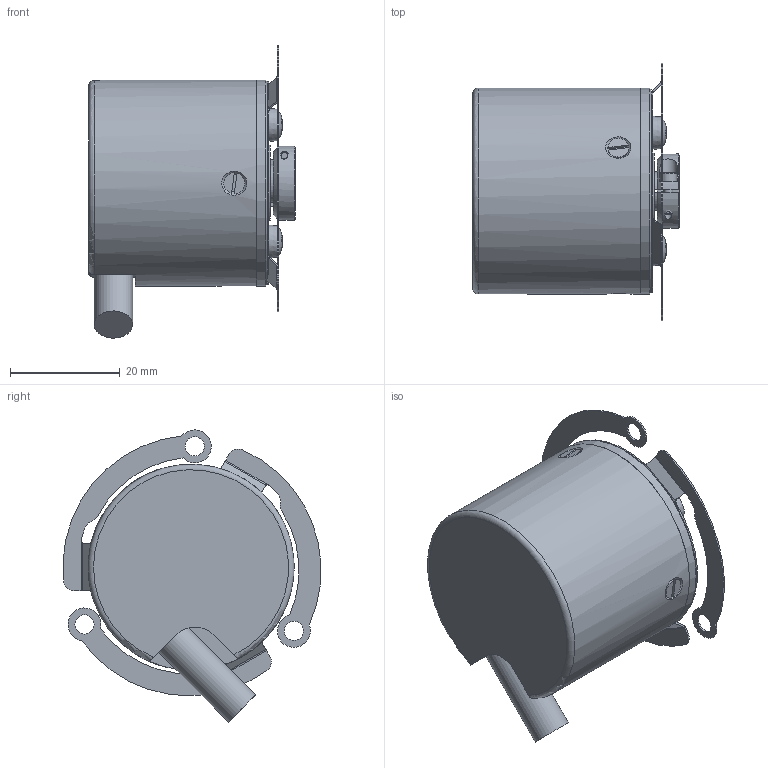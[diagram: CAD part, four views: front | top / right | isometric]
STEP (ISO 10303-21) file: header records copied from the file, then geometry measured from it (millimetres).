
FILE_DESCRIPTION(/* description */ (''),/* implementation_level */ '2;1');
FILE_NAME(/* name */ 'AK36HME1.stp',/* time_stamp */ '2019-12-17T07:52:52+02:00',/* author */ ('DonatasG'),/* organization */ (''),/* preprocessor_version */ 'ST-DEVELOPER v16.5',/* originating_system */ 'Autodesk Inventor 2017',/* authorisation */ '');
FILE_SCHEMA (('AUTOMOTIVE_DESIGN { 1 0 10303 214 3 1 1 }'));
Length unit declared in the file: millimetre
Products named in the file (1): AK36HME1.00.00 SB_Shrinkwrap_1
Bounding box: 37.6 x 46.93 x 53.19 mm (x, y, z)
Surface area: 9257.9 mm2 (no closed solid volume)
Topology: 0 solids, 19 shells, 313 faces, 965 edges, 658 vertices
Faces by surface type: plane 151, cylinder 72, cone 71, bspline 13, sphere 4, torus 2
Full cylindrical faces by diameter (mm): 1.221 x1, 1.6 x1, 3 x1, 3.5 x3, 4 x1, 7 x1, 14 x1, 37.5 x2
Entity records: 13033 total; most frequent: CARTESIAN_POINT 4461, DIRECTION 1759, ORIENTED_EDGE 1631, EDGE_CURVE 928, AXIS2_PLACEMENT_3D 676, VERTEX_POINT 649, LINE 407, VECTOR 407
